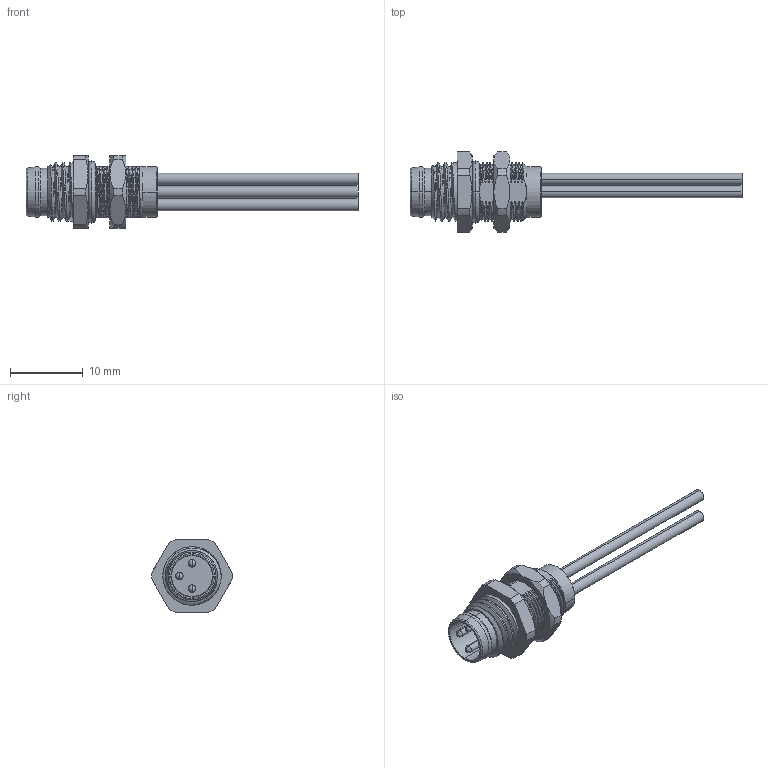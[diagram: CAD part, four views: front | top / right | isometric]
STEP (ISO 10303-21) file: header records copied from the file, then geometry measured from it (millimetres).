
FILE_DESCRIPTION((''),'2;1');
FILE_NAME('HOUSING-3P-MALE-AOCAO3_3P','2025-09-28T',('gongcheng16'),(''),'PRO/ENGINEER BY PARAMETRIC TECHNOLOGY CORPORATION, 2010280','PRO/ENGINEER BY PARAMETRIC TECHNOLOGY CORPORATION, 2010280','');
FILE_SCHEMA(('CONFIG_CONTROL_DESIGN'));
Length unit declared in the file: millimetre
Products named in the file (1): HOUSING-3P-MALE-AOCAO3_3P
Bounding box: 45.5 x 10.99 x 10 mm (x, y, z)
Volume: 332.5 mm3; surface area: 2611.5 mm2
Topology: 1 solids, 11 shells, 425 faces, 1051 edges, 662 vertices
Faces by surface type: cylinder 147, plane 97, bspline 90, cone 73, torus 12, sphere 6
Entity records: 27299 total; most frequent: CARTESIAN_POINT 17836, ORIENTED_EDGE 2078, DIRECTION 1735, EDGE_CURVE 1039, AXIS2_PLACEMENT_3D 674, VERTEX_POINT 662, EDGE_LOOP 469, FACE_OUTER_BOUND 425
